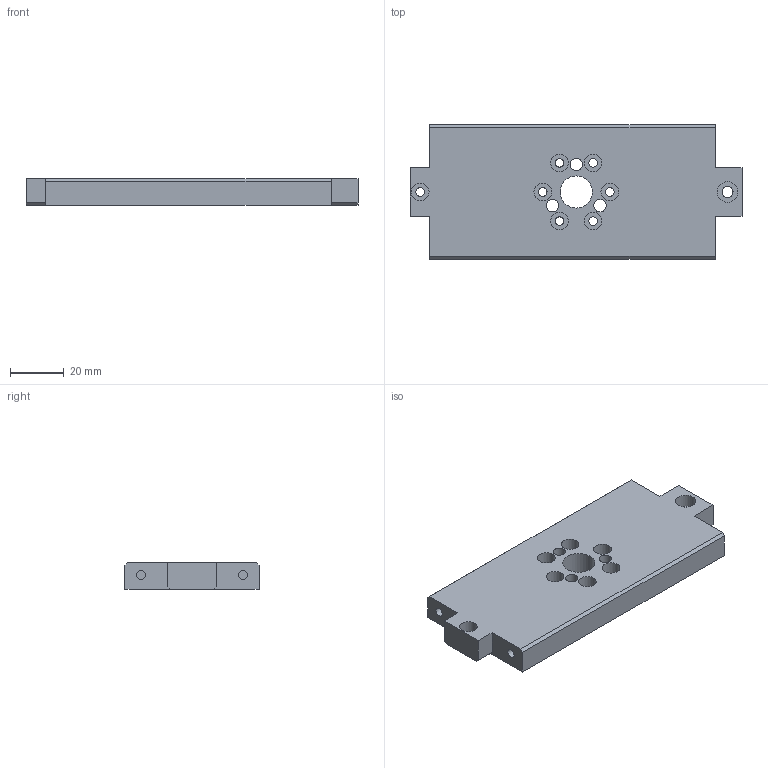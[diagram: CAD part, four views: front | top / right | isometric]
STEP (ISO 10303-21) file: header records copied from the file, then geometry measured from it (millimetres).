
FILE_DESCRIPTION(/* description */ ('','CAx-IF Rec.Pracs.---Representation and Presentation of Product Manufacturing Information (PMI)---4.0---2014-10-13'),/* implementation_level */ '2;1');
FILE_NAME(/* name */ '8108Pitch Motor Mount.step',/* time_stamp */ '2024-12-16T11:52:28+08:00',/* author */ (''),/* organization */ (''),/* preprocessor_version */ 'ST-DEVELOPER v20',/* originating_system */ 'Autodesk Translation Framework v13.20.0.188',/* authorisation */ '');
FILE_SCHEMA (('AP242_MANAGED_MODEL_BASED_3D_ENGINEERING_MIM_LF { 1 0 10303 442 1 1 4 }'));
Length unit declared in the file: millimetre
Products named in the file (1): 8108Pitch Motor Mount
Bounding box: 123.8 x 50 x 10 mm (x, y, z)
Volume: 52548.1 mm3; surface area: 16561.2 mm2
Topology: 1 solids, 1 shells, 56 faces, 126 edges, 84 vertices
Faces by surface type: plane 32, cylinder 24
Full cylindrical faces by diameter (mm): 3.2 x7, 3.3 x4, 4.1 x1, 4.6 x3, 6.6 x7, 7.6 x1, 12 x1
Entity records: 1666 total; most frequent: DIRECTION 288, CARTESIAN_POINT 267, ORIENTED_EDGE 252, EDGE_CURVE 126, AXIS2_PLACEMENT_3D 105, EDGE_LOOP 92, VERTEX_POINT 84, LINE 78
